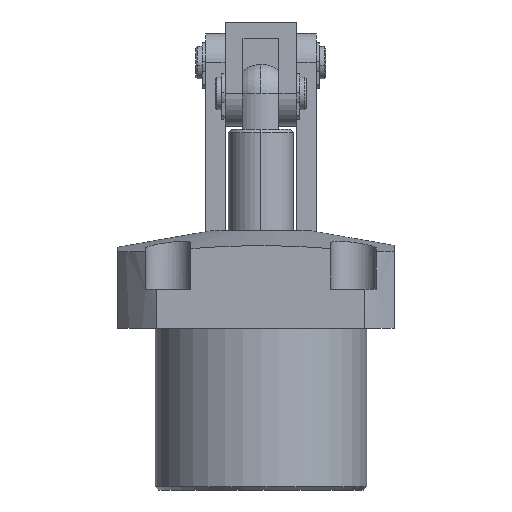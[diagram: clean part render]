
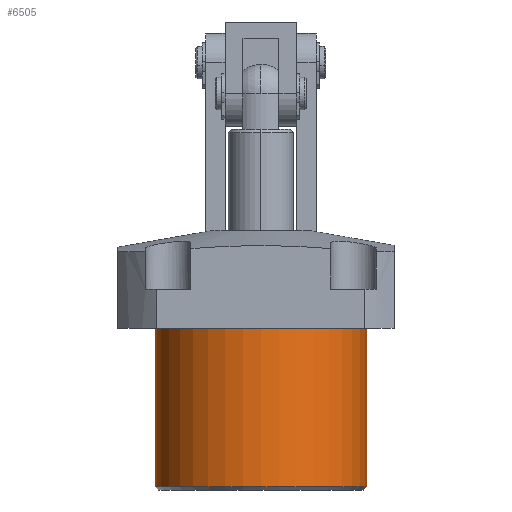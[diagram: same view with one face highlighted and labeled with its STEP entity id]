
A CAD part, front view. The second image highlights one B-rep face of the part: STEP entity #6505.
In plain terms, the highlighted cylindrical face has radius 32.5 mm (diameter 65 mm), a partial arc.
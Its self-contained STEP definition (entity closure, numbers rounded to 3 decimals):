
#384 = ORIENTED_EDGE ( 'NONE', *, *, #3548, .T. ) ;
#694 = DIRECTION ( 'NONE',  ( -1., 0., 0. ) ) ;
#695 = DIRECTION ( 'NONE',  ( 0., 0., 1. ) ) ;
#696 = CARTESIAN_POINT ( 'NONE',  ( 0., 0., -48.7 ) ) ;
#740 = DIRECTION ( 'NONE',  ( 1., 0., 0. ) ) ;
#742 = DIRECTION ( 'NONE',  ( 0., 0., -1. ) ) ;
#743 = CARTESIAN_POINT ( 'NONE',  ( 0., 0., 0. ) ) ;
#832 = ORIENTED_EDGE ( 'NONE', *, *, #3483, .T. ) ;
#1352 = FACE_OUTER_BOUND ( 'NONE', #2897, .T. ) ;
#1359 = CYLINDRICAL_SURFACE ( 'NONE', #3866, 32.5 ) ;
#1644 = CARTESIAN_POINT ( 'NONE',  ( -32.5, 0., -48.7 ) ) ;
#1655 = CARTESIAN_POINT ( 'NONE',  ( 32.5, 0., -48.7 ) ) ;
#1665 = CARTESIAN_POINT ( 'NONE',  ( 32.5, 0., 0. ) ) ;
#1668 = CARTESIAN_POINT ( 'NONE',  ( -32.5, 0., 0. ) ) ;
#2178 = CIRCLE ( 'NONE', #4285, 32.5 ) ;
#2420 = CIRCLE ( 'NONE', #4280, 32.5 ) ;
#2832 = VERTEX_POINT ( 'NONE', #1668 ) ;
#2835 = VERTEX_POINT ( 'NONE', #1665 ) ;
#2845 = VERTEX_POINT ( 'NONE', #1655 ) ;
#2856 = VERTEX_POINT ( 'NONE', #1644 ) ;
#2897 = EDGE_LOOP ( 'NONE', ( #5171, #384, #5153, #832 ) ) ;
#3483 = EDGE_CURVE ( 'NONE', #2835, #2832, #2178, .T. ) ;
#3548 = EDGE_CURVE ( 'NONE', #2856, #2845, #2420, .T. ) ;
#3866 = AXIS2_PLACEMENT_3D ( 'NONE', #4953, #4954, #4946 ) ;
#4280 = AXIS2_PLACEMENT_3D ( 'NONE', #696, #695, #694 ) ;
#4285 = AXIS2_PLACEMENT_3D ( 'NONE', #743, #742, #740 ) ;
#4425 = EDGE_CURVE ( 'NONE', #2856, #2832, #5928, .T. ) ;
#4427 = EDGE_CURVE ( 'NONE', #2845, #2835, #5941, .T. ) ;
#4946 = DIRECTION ( 'NONE',  ( 1., 0., 0. ) ) ;
#4953 = CARTESIAN_POINT ( 'NONE',  ( 0., 0., -49.7 ) ) ;
#4954 = DIRECTION ( 'NONE',  ( 0., 0., 1. ) ) ;
#5153 = ORIENTED_EDGE ( 'NONE', *, *, #4427, .T. ) ;
#5171 = ORIENTED_EDGE ( 'NONE', *, *, #4425, .F. ) ;
#5790 = DIRECTION ( 'NONE',  ( 0., 0., 1. ) ) ;
#5791 = CARTESIAN_POINT ( 'NONE',  ( -32.5, 0., -49.7 ) ) ;
#5796 = DIRECTION ( 'NONE',  ( 0., 0., 1. ) ) ;
#5797 = CARTESIAN_POINT ( 'NONE',  ( 32.5, 0., -49.7 ) ) ;
#5928 = LINE ( 'NONE', #5791, #5930 ) ;
#5930 = VECTOR ( 'NONE', #5790, 1000. ) ;
#5941 = LINE ( 'NONE', #5797, #5944 ) ;
#5944 = VECTOR ( 'NONE', #5796, 1000. ) ;
#6505 = ADVANCED_FACE ( 'NONE', ( #1352 ), #1359, .T. ) ;
